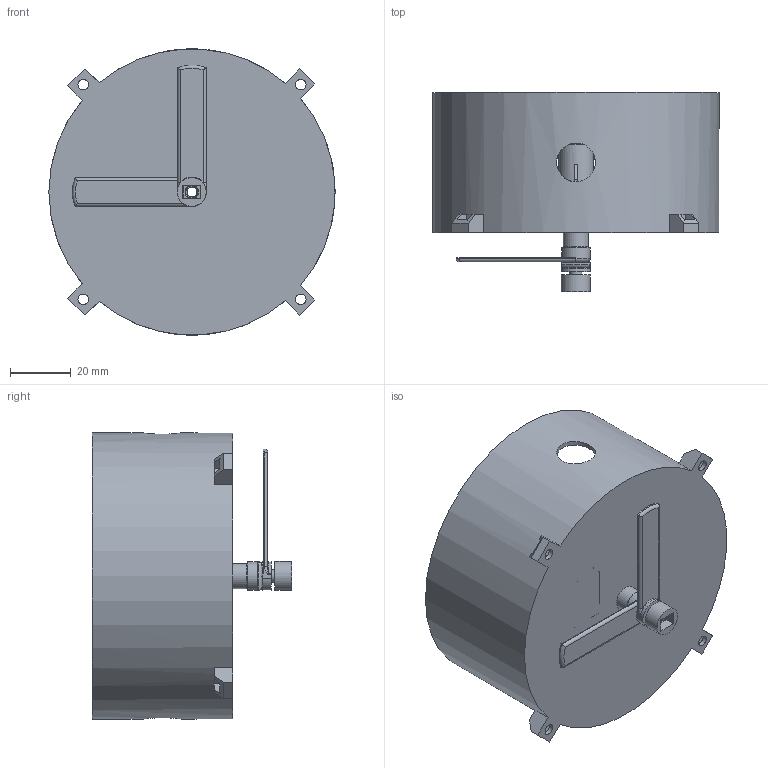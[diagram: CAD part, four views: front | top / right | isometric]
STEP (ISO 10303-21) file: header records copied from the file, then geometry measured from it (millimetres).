
FILE_DESCRIPTION(/* description */ ('STEP AP242','CAx-IF Rec.Pracs.---Representation and Presentation of Product Manufacturing Information (PMI)---4.0---2014-10-13','CAx-IF Rec.Pracs.---3D Tessellated Geometry---0.4---2014-09-14','2;1'),/* implementation_level */ '2;1');
FILE_NAME(/* name */ '688c501eaacd4a3391d0736e',/* time_stamp */ '2025-08-01T05:26:55Z',/* author */ (''),/* organization */ (''),/* preprocessor_version */ 'ST-DEVELOPER v20',/* originating_system */ 'ONSHAPE BY PTC INC, 1.201',/* authorisation */ ' ');
FILE_SCHEMA (('AP242_MANAGED_MODEL_BASED_3D_ENGINEERING_MIM_LF { 1 0 10303 442 1 1 4 }'));
Length unit declared in the file: metre
Products named in the file (9): Assembly 1; Clock Body; Servo; Button mount; 32T Servo Gear; Hour Hand; Minute Hand; 12T Gear Big Hole; 12T Gear Small Hole
Assembly tree (10 placements, depth 2):
  Assembly 1
    Clock Body
    Servo  x2
    Button mount
    32T Servo Gear  x2
    Hour Hand
    Minute Hand
    12T Gear Big Hole
    12T Gear Small Hole
Bounding box: 94 x 65.38 x 94 mm (x, y, z)
Volume: 60832.4 mm3; surface area: 64716.1 mm2
Topology: 10 solids, 10 shells, 870 faces, 2471 edges, 1633 vertices
Faces by surface type: cylinder 451, plane 228, bspline 180, torus 11
Full cylindrical faces by diameter (mm): 1.75 x2, 2.3 x2, 2.5 x4, 3.2 x1, 3.5 x4, 4 x4, 4.3 x1, 4.8 x2, 4.85 x2, 6.2 x1, 6.6 x1, 8 x1, 8.225 x1, 8.3 x1, 9.4 x1, 9.5 x1, 11.5 x1, 12.7 x2, 91 x1, 94 x1
Entity records: 29228 total; most frequent: CARTESIAN_POINT 13001, ORIENTED_EDGE 3464, DIRECTION 3178, EDGE_CURVE 1732, VERTEX_POINT 1165, AXIS2_PLACEMENT_3D 1164, LINE 850, VECTOR 850
